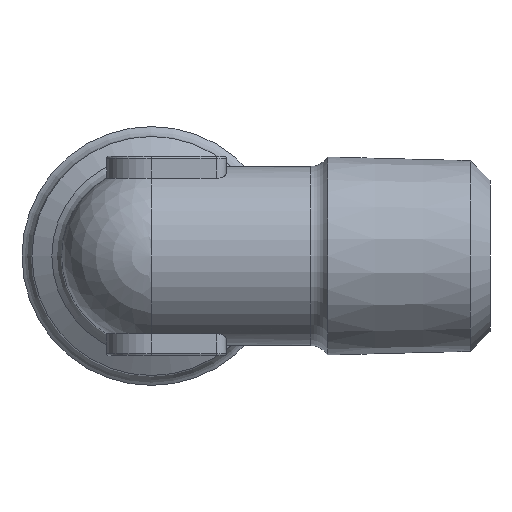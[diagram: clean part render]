
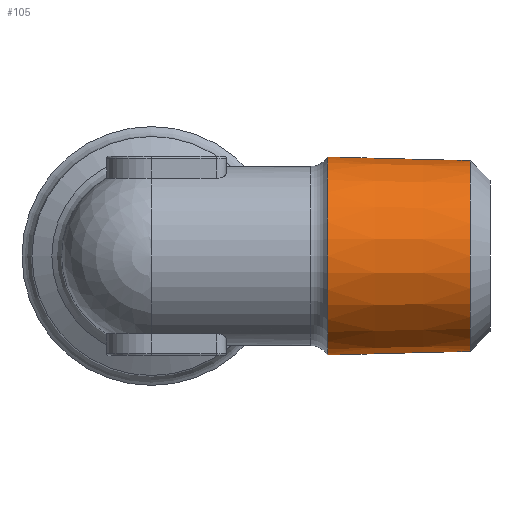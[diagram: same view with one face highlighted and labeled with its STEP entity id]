
A CAD part, left-side view. The second image highlights one B-rep face of the part: STEP entity #105.
In plain terms, the highlighted conical face has half-angle 1.47 degrees and reference radius 4.979 mm.
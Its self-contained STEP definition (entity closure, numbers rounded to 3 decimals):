
#105 = ADVANCED_FACE( 'NONE', ( #215, #216 ), #217, .T. );
#215 = FACE_OUTER_BOUND( '', #438, .T. );
#216 = FACE_BOUND( '', #439, .T. );
#217 = CONICAL_SURFACE( '', #440, 4.979, 0.026 );
#438 = EDGE_LOOP( '', ( #760 ) );
#439 = EDGE_LOOP( '', ( #761 ) );
#440 = AXIS2_PLACEMENT_3D( '', #762, #763, #764 );
#760 = ORIENTED_EDGE( '', *, *, #1136, .F. );
#761 = ORIENTED_EDGE( '', *, *, #1148, .F. );
#762 = CARTESIAN_POINT( '', ( 0., -8.5, 0. ) );
#763 = DIRECTION( '', ( 0., 1., 0. ) );
#764 = DIRECTION( '', ( 0., 0., 1. ) );
#1136 = EDGE_CURVE( 'NONE', #1352, #1352, #1353, .T. );
#1148 = EDGE_CURVE( 'NONE', #1373, #1373, #1374, .T. );
#1352 = VERTEX_POINT( '', #1784 );
#1353 = CIRCLE( '', #1785, 4.971 );
#1373 = VERTEX_POINT( '', #1808 );
#1374 = CIRCLE( '', #1809, 4.787 );
#1784 = CARTESIAN_POINT( '', ( 0., -8.848, 4.971 ) );
#1785 = AXIS2_PLACEMENT_3D( '', #2074, #2075, #2076 );
#1808 = CARTESIAN_POINT( '', ( 0., -16., -4.787 ) );
#1809 = AXIS2_PLACEMENT_3D( '', #2104, #2105, #2106 );
#2074 = CARTESIAN_POINT( '', ( 0., -8.848, 0. ) );
#2075 = DIRECTION( '', ( 0., 1., 0. ) );
#2076 = DIRECTION( '', ( 0., 0., 1. ) );
#2104 = CARTESIAN_POINT( '', ( 0., -16., 0. ) );
#2105 = DIRECTION( '', ( 0., -1., 0. ) );
#2106 = DIRECTION( '', ( 0., 0., -1. ) );
